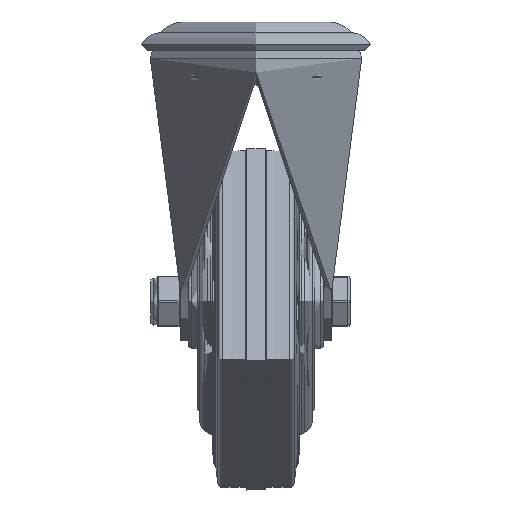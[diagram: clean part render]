
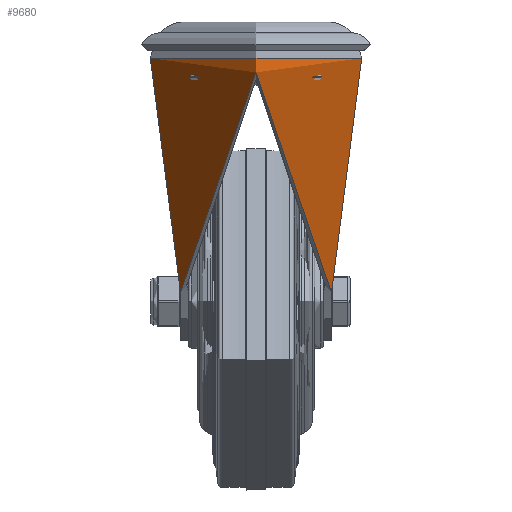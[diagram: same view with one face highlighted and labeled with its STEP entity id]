
A CAD part, left-side view. The second image highlights one B-rep face of the part: STEP entity #9680.
In plain terms, the highlighted cylindrical face has radius 35 mm (diameter 70 mm), a full revolution.
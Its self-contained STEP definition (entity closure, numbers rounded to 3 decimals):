
#359=B_SPLINE_CURVE_WITH_KNOTS('',3,(#14289,#14290,#14291,#14292,#14293,
#14294,#14295,#14296,#14297,#14298),.UNSPECIFIED.,.F.,.F.,(4,2,2,2,4),(-1.321,
-1.192,-1.063,-0.969,-0.875),
 .UNSPECIFIED.);
#360=B_SPLINE_CURVE_WITH_KNOTS('',3,(#14302,#14303,#14304,#14305,#14306,
#14307,#14308,#14309,#14310,#14311,#14312,#14313,#14314,#14315,#14316,#14317,
#14318,#14319,#14320,#14321,#14322,#14323,#14324,#14325,#14326,#14327,#14328,
#14329,#14330,#14331,#14332,#14333,#14334,#14335,#14336,#14337,#14338,#14339,
#14340,#14341,#14342,#14343,#14344,#14345,#14346,#14347,#14348,#14349,#14350,
#14351),.UNSPECIFIED.,.F.,.F.,(4,2,2,2,2,2,2,2,2,2,2,2,2,2,2,2,2,2,2,2,
2,2,2,2,4),(-24.922,-24.34,-23.155,-21.971,
-20.786,-19.761,-18.737,-17.712,
-16.688,-16.046,-15.403,-14.761,-14.119,
-13.477,-12.835,-12.192,-11.55,
-10.526,-9.501,-8.477,-7.452,
-6.268,-5.083,-3.898,-3.316),
 .UNSPECIFIED.);
#361=B_SPLINE_CURVE_WITH_KNOTS('',3,(#14354,#14355,#14356,#14357,#14358,
#14359,#14360,#14361,#14362,#14363),.UNSPECIFIED.,.F.,.F.,(4,2,2,2,4),(0.,
0.094,0.188,0.317,0.447),
 .UNSPECIFIED.);
#1170=CYLINDRICAL_SURFACE('',#10517,35.);
#1320=FACE_OUTER_BOUND('',#1987,.T.);
#1987=EDGE_LOOP('',(#6715,#6716,#6717,#6718,#6719,#6720,#6721,#6722,#6723,
#6724));
#2659=LINE('',#14285,#3071);
#2660=LINE('',#14300,#3072);
#2661=LINE('',#14353,#3073);
#3071=VECTOR('',#11756,35.);
#3072=VECTOR('',#11759,1000.);
#3073=VECTOR('',#11760,1000.);
#3536=CIRCLE('',#10506,35.);
#3545=CIRCLE('',#10518,35.);
#3546=CIRCLE('',#10519,35.);
#4138=VERTEX_POINT('',#14264);
#4144=VERTEX_POINT('',#14282);
#4145=VERTEX_POINT('',#14283);
#4146=VERTEX_POINT('',#14286);
#4147=VERTEX_POINT('',#14288);
#4148=VERTEX_POINT('',#14299);
#4149=VERTEX_POINT('',#14301);
#4150=VERTEX_POINT('',#14352);
#5092=EDGE_CURVE('',#4138,#4138,#3536,.T.);
#5101=EDGE_CURVE('',#4144,#4145,#3545,.T.);
#5102=EDGE_CURVE('',#4145,#4138,#2659,.T.);
#5103=EDGE_CURVE('',#4145,#4146,#3546,.T.);
#5104=EDGE_CURVE('',#4147,#4146,#359,.F.);
#5105=EDGE_CURVE('',#4147,#4148,#2660,.T.);
#5106=EDGE_CURVE('',#4148,#4149,#360,.T.);
#5107=EDGE_CURVE('',#4149,#4150,#2661,.T.);
#5108=EDGE_CURVE('',#4144,#4150,#361,.F.);
#6715=ORIENTED_EDGE('',*,*,#5101,.T.);
#6716=ORIENTED_EDGE('',*,*,#5102,.T.);
#6717=ORIENTED_EDGE('',*,*,#5092,.F.);
#6718=ORIENTED_EDGE('',*,*,#5102,.F.);
#6719=ORIENTED_EDGE('',*,*,#5103,.T.);
#6720=ORIENTED_EDGE('',*,*,#5104,.F.);
#6721=ORIENTED_EDGE('',*,*,#5105,.T.);
#6722=ORIENTED_EDGE('',*,*,#5106,.T.);
#6723=ORIENTED_EDGE('',*,*,#5107,.T.);
#6724=ORIENTED_EDGE('',*,*,#5108,.F.);
#9680=ADVANCED_FACE('',(#1320),#1170,.T.);
#10506=AXIS2_PLACEMENT_3D('',#14265,#11730,#11731);
#10517=AXIS2_PLACEMENT_3D('',#14281,#11752,#11753);
#10518=AXIS2_PLACEMENT_3D('',#14284,#11754,#11755);
#10519=AXIS2_PLACEMENT_3D('',#14287,#11757,#11758);
#11730=DIRECTION('center_axis',(0.,0.,1.));
#11731=DIRECTION('ref_axis',(-1.,0.,0.));
#11752=DIRECTION('center_axis',(0.,0.,-1.));
#11753=DIRECTION('ref_axis',(-1.,0.,0.));
#11754=DIRECTION('center_axis',(0.,0.,1.));
#11755=DIRECTION('ref_axis',(-1.,0.,0.));
#11756=DIRECTION('',(0.,0.,1.));
#11757=DIRECTION('center_axis',(0.,0.,1.));
#11758=DIRECTION('ref_axis',(-1.,0.,0.));
#11759=DIRECTION('',(0.,0.,-1.));
#11760=DIRECTION('',(0.,0.,1.));
#14264=CARTESIAN_POINT('',(35.,0.,-2.5));
#14265=CARTESIAN_POINT('Origin',(0.,0.,
-2.5));
#14281=CARTESIAN_POINT('Origin',(0.,0.,
0.));
#14282=CARTESIAN_POINT('',(26.81,-22.5,-4.));
#14283=CARTESIAN_POINT('',(35.,0.,-4.));
#14284=CARTESIAN_POINT('Origin',(0.,0.,
-4.));
#14285=CARTESIAN_POINT('',(35.,0.,0.));
#14286=CARTESIAN_POINT('',(26.81,22.5,-4.));
#14287=CARTESIAN_POINT('Origin',(0.,0.,
-4.));
#14288=CARTESIAN_POINT('',(24.495,25.,-6.5));
#14289=CARTESIAN_POINT('Ctrl Pts',(26.81,22.5,-4.));
#14290=CARTESIAN_POINT('Ctrl Pts',(26.533,22.83,-4.));
#14291=CARTESIAN_POINT('Ctrl Pts',(26.227,23.18,-4.068));
#14292=CARTESIAN_POINT('Ctrl Pts',(25.638,23.83,-4.354));
#14293=CARTESIAN_POINT('Ctrl Pts',(25.354,24.13,-4.57));
#14294=CARTESIAN_POINT('Ctrl Pts',(24.951,24.546,-5.039));
#14295=CARTESIAN_POINT('Ctrl Pts',(24.788,24.71,-5.291));
#14296=CARTESIAN_POINT('Ctrl Pts',(24.559,24.937,-5.865));
#14297=CARTESIAN_POINT('Ctrl Pts',(24.495,25.,-6.186));
#14298=CARTESIAN_POINT('Ctrl Pts',(24.495,25.,-6.5));
#14299=CARTESIAN_POINT('',(24.495,25.,-80.081));
#14300=CARTESIAN_POINT('',(24.495,25.,-50.25));
#14301=CARTESIAN_POINT('',(24.495,-25.,-80.081));
#14302=CARTESIAN_POINT('Ctrl Pts',(24.495,25.,-80.081));
#14303=CARTESIAN_POINT('Ctrl Pts',(23.542,25.934,-78.591));
#14304=CARTESIAN_POINT('Ctrl Pts',(22.544,26.804,-77.054));
#14305=CARTESIAN_POINT('Ctrl Pts',(19.404,29.251,-72.287));
#14306=CARTESIAN_POINT('Ctrl Pts',(17.141,30.626,-68.953));
#14307=CARTESIAN_POINT('Ctrl Pts',(12.417,32.827,-62.222));
#14308=CARTESIAN_POINT('Ctrl Pts',(9.956,33.651,-58.825));
#14309=CARTESIAN_POINT('Ctrl Pts',(4.977,34.738,-52.171));
#14310=CARTESIAN_POINT('Ctrl Pts',(2.46,35.,-48.915));
#14311=CARTESIAN_POINT('Ctrl Pts',(-2.127,35.,-43.154));
#14312=CARTESIAN_POINT('Ctrl Pts',(-4.383,34.804,-40.391));
#14313=CARTESIAN_POINT('Ctrl Pts',(-9.,33.905,-34.89));
#14314=CARTESIAN_POINT('Ctrl Pts',(-11.361,33.201,-32.153));
#14315=CARTESIAN_POINT('Ctrl Pts',(-16.018,31.222,-26.892));
#14316=CARTESIAN_POINT('Ctrl Pts',(-18.315,29.946,-24.366));
#14317=CARTESIAN_POINT('Ctrl Pts',(-22.669,26.802,-19.686));
#14318=CARTESIAN_POINT('Ctrl Pts',(-24.725,24.934,-17.532));
#14319=CARTESIAN_POINT('Ctrl Pts',(-27.729,21.43,-14.44));
#14320=CARTESIAN_POINT('Ctrl Pts',(-28.866,19.893,-13.285));
#14321=CARTESIAN_POINT('Ctrl Pts',(-30.934,16.495,-11.205));
#14322=CARTESIAN_POINT('Ctrl Pts',(-31.865,14.633,-10.28));
#14323=CARTESIAN_POINT('Ctrl Pts',(-33.396,10.685,-8.769));
#14324=CARTESIAN_POINT('Ctrl Pts',(-33.998,8.593,-8.181));
#14325=CARTESIAN_POINT('Ctrl Pts',(-34.8,4.322,-7.399));
#14326=CARTESIAN_POINT('Ctrl Pts',(-35.,2.141,-7.205));
#14327=CARTESIAN_POINT('Ctrl Pts',(-35.,-2.141,-7.205));
#14328=CARTESIAN_POINT('Ctrl Pts',(-34.8,-4.322,
-7.399));
#14329=CARTESIAN_POINT('Ctrl Pts',(-33.998,-8.593,-8.181));
#14330=CARTESIAN_POINT('Ctrl Pts',(-33.396,-10.685,
-8.769));
#14331=CARTESIAN_POINT('Ctrl Pts',(-31.865,-14.633,-10.28));
#14332=CARTESIAN_POINT('Ctrl Pts',(-30.934,-16.495,
-11.205));
#14333=CARTESIAN_POINT('Ctrl Pts',(-28.866,-19.893,
-13.285));
#14334=CARTESIAN_POINT('Ctrl Pts',(-27.729,-21.43,
-14.44));
#14335=CARTESIAN_POINT('Ctrl Pts',(-24.725,-24.934,
-17.532));
#14336=CARTESIAN_POINT('Ctrl Pts',(-22.669,-26.802,
-19.686));
#14337=CARTESIAN_POINT('Ctrl Pts',(-18.315,-29.946,-24.366));
#14338=CARTESIAN_POINT('Ctrl Pts',(-16.018,-31.222,
-26.892));
#14339=CARTESIAN_POINT('Ctrl Pts',(-11.361,-33.201,
-32.153));
#14340=CARTESIAN_POINT('Ctrl Pts',(-9.,-33.905,
-34.89));
#14341=CARTESIAN_POINT('Ctrl Pts',(-4.383,-34.804,
-40.391));
#14342=CARTESIAN_POINT('Ctrl Pts',(-2.127,-35.,-43.154));
#14343=CARTESIAN_POINT('Ctrl Pts',(2.46,-35.,-48.915));
#14344=CARTESIAN_POINT('Ctrl Pts',(4.977,-34.738,-52.171));
#14345=CARTESIAN_POINT('Ctrl Pts',(9.956,-33.651,-58.825));
#14346=CARTESIAN_POINT('Ctrl Pts',(12.417,-32.827,-62.222));
#14347=CARTESIAN_POINT('Ctrl Pts',(17.141,-30.626,-68.953));
#14348=CARTESIAN_POINT('Ctrl Pts',(19.404,-29.251,-72.287));
#14349=CARTESIAN_POINT('Ctrl Pts',(22.544,-26.804,-77.054));
#14350=CARTESIAN_POINT('Ctrl Pts',(23.542,-25.934,-78.591));
#14351=CARTESIAN_POINT('Ctrl Pts',(24.495,-25.,-80.081));
#14352=CARTESIAN_POINT('',(24.495,-25.,-6.5));
#14353=CARTESIAN_POINT('',(24.495,-25.,-50.25));
#14354=CARTESIAN_POINT('Ctrl Pts',(24.495,-25.,-6.5));
#14355=CARTESIAN_POINT('Ctrl Pts',(24.495,-25.,-6.186));
#14356=CARTESIAN_POINT('Ctrl Pts',(24.559,-24.937,-5.865));
#14357=CARTESIAN_POINT('Ctrl Pts',(24.788,-24.71,-5.291));
#14358=CARTESIAN_POINT('Ctrl Pts',(24.951,-24.546,-5.039));
#14359=CARTESIAN_POINT('Ctrl Pts',(25.354,-24.13,-4.57));
#14360=CARTESIAN_POINT('Ctrl Pts',(25.638,-23.83,-4.354));
#14361=CARTESIAN_POINT('Ctrl Pts',(26.227,-23.18,-4.068));
#14362=CARTESIAN_POINT('Ctrl Pts',(26.533,-22.83,-4.));
#14363=CARTESIAN_POINT('Ctrl Pts',(26.81,-22.5,-4.));
